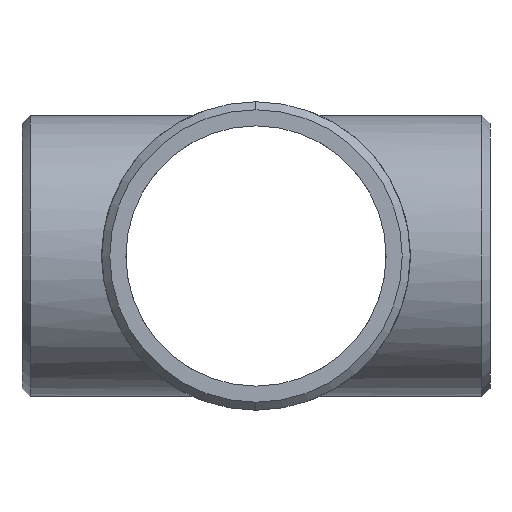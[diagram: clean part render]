
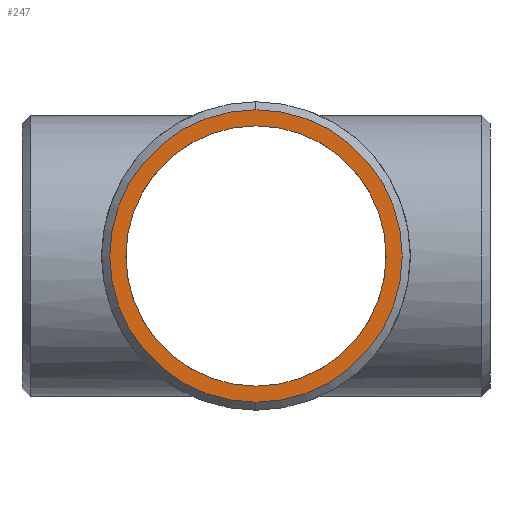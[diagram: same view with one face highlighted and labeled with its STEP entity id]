
A CAD part, left-side view. The second image highlights one B-rep face of the part: STEP entity #247.
In plain terms, the highlighted planar face has unit normal (-1, 0, 0).
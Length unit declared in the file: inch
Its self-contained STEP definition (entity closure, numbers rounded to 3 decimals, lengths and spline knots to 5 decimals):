
#33 = ORIENTED_EDGE ( 'NONE', *, *, #1158, .T. ) ;
#109 = CARTESIAN_POINT ( 'NONE',  ( -11., 0., 0. ) ) ;
#124 = CIRCLE ( 'NONE', #1274, 5.906 ) ;
#135 = AXIS2_PLACEMENT_3D ( 'NONE', #273, #792, #903 ) ;
#169 = CARTESIAN_POINT ( 'NONE',  ( -11., 0., 0. ) ) ;
#247 = ADVANCED_FACE ( 'NONE', ( #1377, #249 ), #1406, .T. ) ;
#249 = FACE_BOUND ( 'NONE', #1163, .T. ) ;
#262 = DIRECTION ( 'NONE',  ( 0., 0., 1. ) ) ;
#273 = CARTESIAN_POINT ( 'NONE',  ( -11., 0., 0. ) ) ;
#321 = ORIENTED_EDGE ( 'NONE', *, *, #1326, .T. ) ;
#325 = ORIENTED_EDGE ( 'NONE', *, *, #788, .T. ) ;
#357 = DIRECTION ( 'NONE',  ( -1., 0., 0. ) ) ;
#364 = VERTEX_POINT ( 'NONE', #391 ) ;
#374 = DIRECTION ( 'NONE',  ( 0., 0., 1. ) ) ;
#391 = CARTESIAN_POINT ( 'NONE',  ( -11., 0., 5.906 ) ) ;
#394 = CIRCLE ( 'NONE', #687, 6.63533 ) ;
#448 = CIRCLE ( 'NONE', #1165, 6.63533 ) ;
#512 = CARTESIAN_POINT ( 'NONE',  ( -11., 0., -5.906 ) ) ;
#560 = DIRECTION ( 'NONE',  ( -1., 0., 0. ) ) ;
#595 = CARTESIAN_POINT ( 'NONE',  ( -11., 0., 6.63533 ) ) ;
#635 = DIRECTION ( 'NONE',  ( 0., 0., 1. ) ) ;
#654 = EDGE_LOOP ( 'NONE', ( #325, #33 ) ) ;
#687 = AXIS2_PLACEMENT_3D ( 'NONE', #1620, #357, #868 ) ;
#740 = DIRECTION ( 'NONE',  ( 1., 0., 0. ) ) ;
#788 = EDGE_CURVE ( 'NONE', #1037, #1407, #448, .T. ) ;
#792 = DIRECTION ( 'NONE',  ( -1., 0., 0. ) ) ;
#868 = DIRECTION ( 'NONE',  ( 0., 0., 1. ) ) ;
#903 = DIRECTION ( 'NONE',  ( 0., 0., -1. ) ) ;
#927 = ORIENTED_EDGE ( 'NONE', *, *, #1480, .T. ) ;
#1037 = VERTEX_POINT ( 'NONE', #1293 ) ;
#1132 = CARTESIAN_POINT ( 'NONE',  ( -11., 0., 0. ) ) ;
#1158 = EDGE_CURVE ( 'NONE', #1407, #1037, #394, .T. ) ;
#1163 = EDGE_LOOP ( 'NONE', ( #321, #927 ) ) ;
#1165 = AXIS2_PLACEMENT_3D ( 'NONE', #169, #560, #262 ) ;
#1249 = AXIS2_PLACEMENT_3D ( 'NONE', #1132, #740, #374 ) ;
#1274 = AXIS2_PLACEMENT_3D ( 'NONE', #109, #1276, #635 ) ;
#1276 = DIRECTION ( 'NONE',  ( 1., 0., 0. ) ) ;
#1293 = CARTESIAN_POINT ( 'NONE',  ( -11., 0., -6.63533 ) ) ;
#1326 = EDGE_CURVE ( 'NONE', #364, #1442, #1494, .T. ) ;
#1377 = FACE_OUTER_BOUND ( 'NONE', #654, .T. ) ;
#1406 = PLANE ( 'NONE',  #135 ) ;
#1407 = VERTEX_POINT ( 'NONE', #595 ) ;
#1442 = VERTEX_POINT ( 'NONE', #512 ) ;
#1480 = EDGE_CURVE ( 'NONE', #1442, #364, #124, .T. ) ;
#1494 = CIRCLE ( 'NONE', #1249, 5.906 ) ;
#1620 = CARTESIAN_POINT ( 'NONE',  ( -11., 0., 0. ) ) ;
